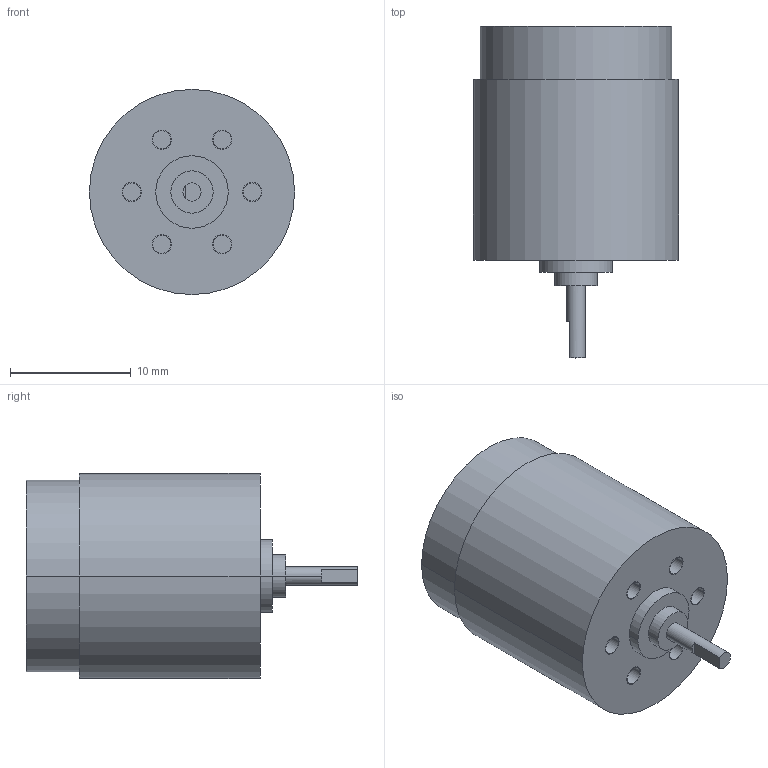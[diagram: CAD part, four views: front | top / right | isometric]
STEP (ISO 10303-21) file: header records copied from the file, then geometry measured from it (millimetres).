
FILE_DESCRIPTION((''),'2;1');
FILE_NAME('1717T012SR_IE2_512_LC','2021-09-07T17:14:34',('silo-mech'),(''),'CREO PARAMETRIC BY PTC INC, 2020454','CREO PARAMETRIC BY PTC INC, 2020454','');
FILE_SCHEMA(('CONFIG_CONTROL_DESIGN'));
Length unit declared in the file: millimetre
Products named in the file (1): 1717T012SR_IE2_512_LC
Bounding box: 17 x 27.5 x 17 mm (x, y, z)
Volume: 4310.3 mm3; surface area: 1627.1 mm2
Topology: 1 solids, 7 shells, 48 faces, 108 edges, 72 vertices
Faces by surface type: cylinder 34, plane 14
Entity records: 1411 total; most frequent: DIRECTION 276, CARTESIAN_POINT 229, ORIENTED_EDGE 192, AXIS2_PLACEMENT_3D 119, EDGE_CURVE 108, VERTEX_POINT 72, CIRCLE 70, EDGE_LOOP 58
